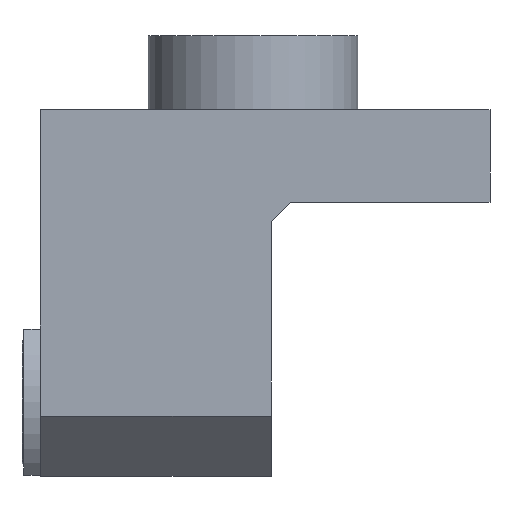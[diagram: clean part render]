
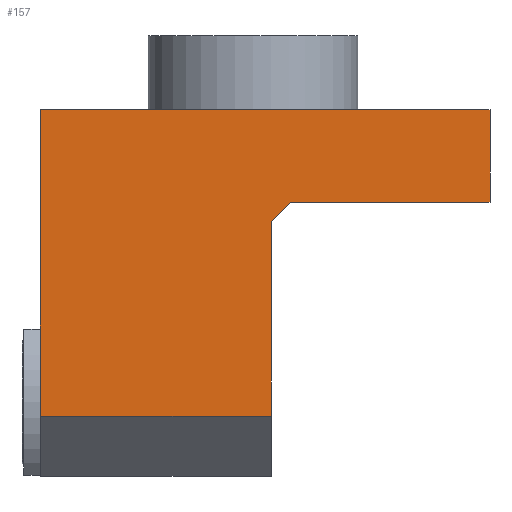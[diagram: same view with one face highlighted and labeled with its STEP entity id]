
A CAD part, front view. The second image highlights one B-rep face of the part: STEP entity #157.
In plain terms, the highlighted planar face has unit normal (0, -1, 0).
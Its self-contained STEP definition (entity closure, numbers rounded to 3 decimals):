
#52=FACE_OUTER_BOUND('',#229,.T.);
#74=LINE('',#807,#115);
#82=LINE('',#835,#123);
#83=LINE('',#837,#124);
#84=LINE('',#839,#125);
#85=LINE('',#841,#126);
#86=LINE('',#843,#127);
#87=LINE('',#845,#128);
#115=VECTOR('',#646,1.);
#123=VECTOR('',#674,1.);
#124=VECTOR('',#677,1.);
#125=VECTOR('',#678,1.);
#126=VECTOR('',#679,1.);
#127=VECTOR('',#680,1.);
#128=VECTOR('',#681,1.);
#157=ADVANCED_FACE('',(#52),#186,.F.);
#186=PLANE('',#580);
#229=EDGE_LOOP('',(#297,#298,#299,#300,#301,#302,#303));
#297=ORIENTED_EDGE('',*,*,#466,.F.);
#298=ORIENTED_EDGE('',*,*,#467,.F.);
#299=ORIENTED_EDGE('',*,*,#468,.F.);
#300=ORIENTED_EDGE('',*,*,#469,.F.);
#301=ORIENTED_EDGE('',*,*,#470,.F.);
#302=ORIENTED_EDGE('',*,*,#471,.F.);
#303=ORIENTED_EDGE('',*,*,#452,.F.);
#406=VERTEX_POINT('',#806);
#407=VERTEX_POINT('',#808);
#416=VERTEX_POINT('',#834);
#417=VERTEX_POINT('',#838);
#418=VERTEX_POINT('',#840);
#419=VERTEX_POINT('',#842);
#420=VERTEX_POINT('',#844);
#452=EDGE_CURVE('',#406,#407,#74,.T.);
#466=EDGE_CURVE('',#416,#406,#82,.T.);
#467=EDGE_CURVE('',#417,#416,#83,.T.);
#468=EDGE_CURVE('',#418,#417,#84,.T.);
#469=EDGE_CURVE('',#419,#418,#85,.T.);
#470=EDGE_CURVE('',#420,#419,#86,.T.);
#471=EDGE_CURVE('',#407,#420,#87,.T.);
#580=AXIS2_PLACEMENT_3D('',#846,#682,#683);
#646=DIRECTION('',(0.,0.,1.));
#674=DIRECTION('',(-1.,0.,0.));
#677=DIRECTION('',(0.,0.,-1.));
#678=DIRECTION('',(-0.707,0.,-0.707));
#679=DIRECTION('',(-1.,0.,0.));
#680=DIRECTION('',(0.,0.,-1.));
#681=DIRECTION('',(1.,0.,0.));
#682=DIRECTION('',(0.,1.,0.));
#683=DIRECTION('',(0.,0.,1.));
#806=CARTESIAN_POINT('',(-69.,-42.5,-99.5));
#807=CARTESIAN_POINT('',(-69.,-42.5,0.));
#808=CARTESIAN_POINT('',(-69.,-42.5,0.));
#834=CARTESIAN_POINT('',(6.,-42.5,-99.5));
#835=CARTESIAN_POINT('',(-69.,-42.5,-99.5));
#837=CARTESIAN_POINT('',(6.,-42.5,-119.));
#838=CARTESIAN_POINT('',(6.,-42.5,-36.3));
#839=CARTESIAN_POINT('',(12.3,-42.5,-30.));
#840=CARTESIAN_POINT('',(12.3,-42.5,-30.));
#841=CARTESIAN_POINT('',(77.,-42.5,-30.));
#842=CARTESIAN_POINT('',(77.,-42.5,-30.));
#843=CARTESIAN_POINT('',(77.,-42.5,-30.));
#844=CARTESIAN_POINT('',(77.,-42.5,0.));
#845=CARTESIAN_POINT('',(-69.,-42.5,0.));
#846=CARTESIAN_POINT('',(-69.,-42.5,0.));
